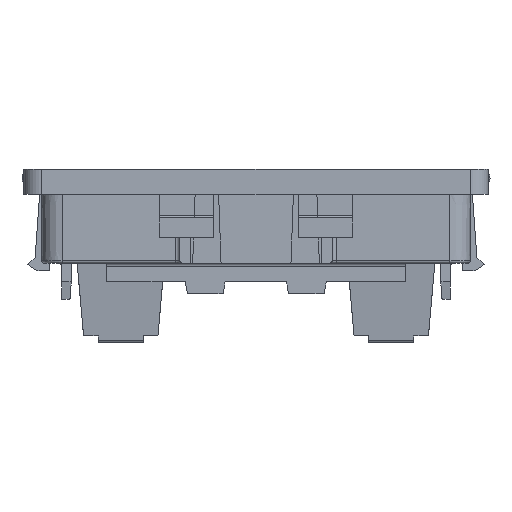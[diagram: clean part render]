
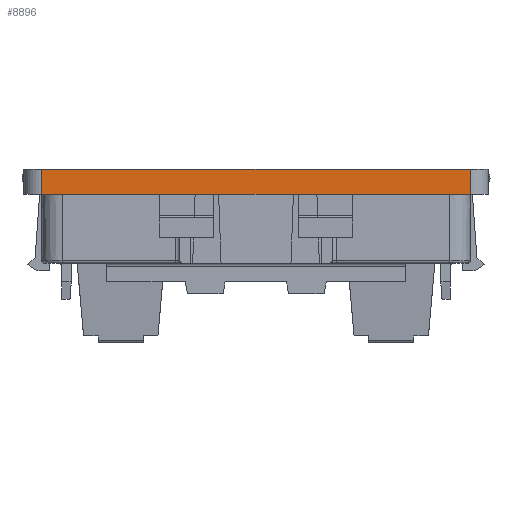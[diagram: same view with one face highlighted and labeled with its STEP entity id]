
A CAD part, front view. The second image highlights one B-rep face of the part: STEP entity #8896.
In plain terms, the highlighted planar face has unit normal (0, -1, 0).
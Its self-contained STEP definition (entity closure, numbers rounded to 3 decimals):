
#8876=AXIS2_PLACEMENT_3D('Plane Axis2P3D',#8873,#8874,#8875) ;
#5507=CARTESIAN_POINT('Vertex',(49.7,1.25,16.477)) ;
#5510=CARTESIAN_POINT('Line Origine',(25.95,1.25,16.477)) ;
#5514=CARTESIAN_POINT('Vertex',(2.2,1.25,16.477)) ;
#8854=CARTESIAN_POINT('Line Origine',(2.2,1.25,17.877)) ;
#8858=CARTESIAN_POINT('Vertex',(2.2,1.25,19.277)) ;
#8873=CARTESIAN_POINT('Axis2P3D Location',(49.7,1.25,19.277)) ;
#8878=CARTESIAN_POINT('Line Origine',(49.7,1.25,17.877)) ;
#8882=CARTESIAN_POINT('Vertex',(49.7,1.25,19.277)) ;
#8885=CARTESIAN_POINT('Line Origine',(25.95,1.25,19.277)) ;
#5511=DIRECTION('Vector Direction',(-1.,0.,0.)) ;
#8855=DIRECTION('Vector Direction',(0.,0.,1.)) ;
#8874=DIRECTION('Axis2P3D Direction',(0.,-1.,0.)) ;
#8875=DIRECTION('Axis2P3D XDirection',(-1.,0.,0.)) ;
#8879=DIRECTION('Vector Direction',(0.,0.,-1.)) ;
#8886=DIRECTION('Vector Direction',(-1.,0.,0.)) ;
#5512=VECTOR('Line Direction',#5511,1.) ;
#8856=VECTOR('Line Direction',#8855,1.) ;
#8880=VECTOR('Line Direction',#8879,1.) ;
#8887=VECTOR('Line Direction',#8886,1.) ;
#8891=ORIENTED_EDGE('',*,*,#5516,.T.) ;
#8892=ORIENTED_EDGE('',*,*,#8884,.F.) ;
#8893=ORIENTED_EDGE('',*,*,#8889,.F.) ;
#8894=ORIENTED_EDGE('',*,*,#8860,.T.) ;
#8896=ADVANCED_FACE('Hauptk\X2\00F6\X0\rper',(#8895),#8877,.T.) ;
#5516=EDGE_CURVE('',#5515,#5508,#5513,.F.) ;
#8860=EDGE_CURVE('',#8859,#5515,#8857,.F.) ;
#8884=EDGE_CURVE('',#8883,#5508,#8881,.T.) ;
#8889=EDGE_CURVE('',#8859,#8883,#8888,.F.) ;
#8890=EDGE_LOOP('',(#8891,#8892,#8893,#8894)) ;
#8895=FACE_OUTER_BOUND('',#8890,.T.) ;
#5513=LINE('Line',#5510,#5512) ;
#8857=LINE('Line',#8854,#8856) ;
#8881=LINE('Line',#8878,#8880) ;
#8888=LINE('Line',#8885,#8887) ;
#8877=PLANE('',#8876) ;
#5508=VERTEX_POINT('',#5507) ;
#5515=VERTEX_POINT('',#5514) ;
#8859=VERTEX_POINT('',#8858) ;
#8883=VERTEX_POINT('',#8882) ;
